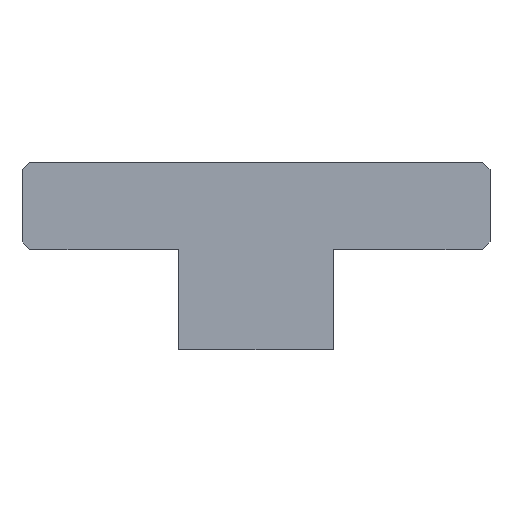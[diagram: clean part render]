
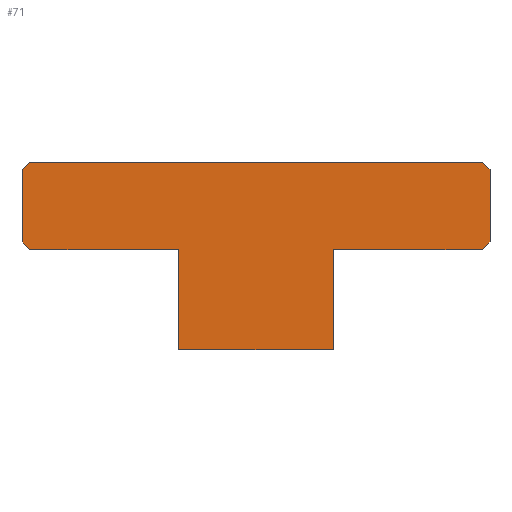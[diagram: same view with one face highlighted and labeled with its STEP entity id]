
A CAD part, front view. The second image highlights one B-rep face of the part: STEP entity #71.
In plain terms, the highlighted planar face has unit normal (0, -1, 0).
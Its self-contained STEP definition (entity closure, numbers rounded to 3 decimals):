
#71 = ADVANCED_FACE( '', ( #176 ), #177, .T. );
#176 = FACE_OUTER_BOUND( '', #351, .T. );
#177 = PLANE( '', #352 );
#351 = EDGE_LOOP( '', ( #526, #527, #528, #529, #530, #531, #532, #533, #534, #535, #536, #537 ) );
#352 = AXIS2_PLACEMENT_3D( '', #538, #539, #540 );
#526 = ORIENTED_EDGE( '', *, *, #825, .T. );
#527 = ORIENTED_EDGE( '', *, *, #826, .T. );
#528 = ORIENTED_EDGE( '', *, *, #827, .T. );
#529 = ORIENTED_EDGE( '', *, *, #828, .T. );
#530 = ORIENTED_EDGE( '', *, *, #829, .T. );
#531 = ORIENTED_EDGE( '', *, *, #830, .T. );
#532 = ORIENTED_EDGE( '', *, *, #831, .T. );
#533 = ORIENTED_EDGE( '', *, *, #832, .T. );
#534 = ORIENTED_EDGE( '', *, *, #833, .T. );
#535 = ORIENTED_EDGE( '', *, *, #834, .T. );
#536 = ORIENTED_EDGE( '', *, *, #835, .T. );
#537 = ORIENTED_EDGE( '', *, *, #836, .T. );
#538 = CARTESIAN_POINT( '', ( -14.95, 0., 12. ) );
#539 = DIRECTION( '', ( 0., -1., 0. ) );
#540 = DIRECTION( '', ( 0., 0., -1. ) );
#825 = EDGE_CURVE( '', #944, #945, #946, .T. );
#826 = EDGE_CURVE( '', #945, #947, #948, .F. );
#827 = EDGE_CURVE( '', #947, #949, #950, .T. );
#828 = EDGE_CURVE( '', #949, #951, #952, .F. );
#829 = EDGE_CURVE( '', #951, #953, #954, .T. );
#830 = EDGE_CURVE( '', #953, #955, #956, .F. );
#831 = EDGE_CURVE( '', #955, #957, #958, .T. );
#832 = EDGE_CURVE( '', #957, #959, #960, .F. );
#833 = EDGE_CURVE( '', #959, #961, #962, .T. );
#834 = EDGE_CURVE( '', #961, #963, #964, .T. );
#835 = EDGE_CURVE( '', #963, #965, #966, .T. );
#836 = EDGE_CURVE( '', #965, #944, #967, .T. );
#944 = VERTEX_POINT( '', #1117 );
#945 = VERTEX_POINT( '', #1118 );
#946 = LINE( '', #1119, #1120 );
#947 = VERTEX_POINT( '', #1121 );
#948 = LINE( '', #1122, #1123 );
#949 = VERTEX_POINT( '', #1124 );
#950 = LINE( '', #1125, #1126 );
#951 = VERTEX_POINT( '', #1127 );
#952 = LINE( '', #1128, #1129 );
#953 = VERTEX_POINT( '', #1130 );
#954 = LINE( '', #1131, #1132 );
#955 = VERTEX_POINT( '', #1133 );
#956 = LINE( '', #1134, #1135 );
#957 = VERTEX_POINT( '', #1136 );
#958 = LINE( '', #1137, #1138 );
#959 = VERTEX_POINT( '', #1139 );
#960 = LINE( '', #1140, #1141 );
#961 = VERTEX_POINT( '', #1142 );
#962 = LINE( '', #1143, #1144 );
#963 = VERTEX_POINT( '', #1145 );
#964 = LINE( '', #1146, #1147 );
#965 = VERTEX_POINT( '', #1148 );
#966 = LINE( '', #1149, #1150 );
#967 = LINE( '', #1151, #1152 );
#1117 = CARTESIAN_POINT( '', ( 4.95, 0., 6.4 ) );
#1118 = CARTESIAN_POINT( '', ( 14.45, 0., 6.4 ) );
#1119 = CARTESIAN_POINT( '', ( 14.95, 0., 6.4 ) );
#1120 = VECTOR( '', #1328, 1000. );
#1121 = CARTESIAN_POINT( '', ( 14.95, 0., 6.9 ) );
#1122 = CARTESIAN_POINT( '', ( 2.55, 0., -5.5 ) );
#1123 = VECTOR( '', #1329, 1000. );
#1124 = CARTESIAN_POINT( '', ( 14.95, 0., 11.5 ) );
#1125 = CARTESIAN_POINT( '', ( 14.95, 0., 6.4 ) );
#1126 = VECTOR( '', #1330, 1000. );
#1127 = CARTESIAN_POINT( '', ( 14.45, 0., 12. ) );
#1128 = CARTESIAN_POINT( '', ( -0.25, 0., 26.7 ) );
#1129 = VECTOR( '', #1331, 1000. );
#1130 = CARTESIAN_POINT( '', ( -14.45, 0., 12. ) );
#1131 = CARTESIAN_POINT( '', ( 14.95, 0., 12. ) );
#1132 = VECTOR( '', #1332, 1000. );
#1133 = CARTESIAN_POINT( '', ( -14.95, 0., 11.5 ) );
#1134 = CARTESIAN_POINT( '', ( -14.7, 0., 11.75 ) );
#1135 = VECTOR( '', #1333, 1000. );
#1136 = CARTESIAN_POINT( '', ( -14.95, 0., 6.9 ) );
#1137 = CARTESIAN_POINT( '', ( -14.95, 0., 12. ) );
#1138 = VECTOR( '', #1334, 1000. );
#1139 = CARTESIAN_POINT( '', ( -14.45, 0., 6.4 ) );
#1140 = CARTESIAN_POINT( '', ( -17.5, 0., 9.45 ) );
#1141 = VECTOR( '', #1335, 1000. );
#1142 = CARTESIAN_POINT( '', ( -4.95, 0., 6.4 ) );
#1143 = CARTESIAN_POINT( '', ( -4.95, 0., 6.4 ) );
#1144 = VECTOR( '', #1336, 1000. );
#1145 = CARTESIAN_POINT( '', ( -4.95, 0., 0. ) );
#1146 = CARTESIAN_POINT( '', ( -4.95, 0., 0. ) );
#1147 = VECTOR( '', #1337, 1000. );
#1148 = CARTESIAN_POINT( '', ( 4.95, 0., 0. ) );
#1149 = CARTESIAN_POINT( '', ( -4.95, 0., 0. ) );
#1150 = VECTOR( '', #1338, 1000. );
#1151 = CARTESIAN_POINT( '', ( 4.95, 0., 6.4 ) );
#1152 = VECTOR( '', #1339, 1000. );
#1328 = DIRECTION( '', ( 1., 0., 0. ) );
#1329 = DIRECTION( '', ( -0.707, 0., -0.707 ) );
#1330 = DIRECTION( '', ( 0., 0., 1. ) );
#1331 = DIRECTION( '', ( 0.707, 0., -0.707 ) );
#1332 = DIRECTION( '', ( -1., 0., 0. ) );
#1333 = DIRECTION( '', ( 0.707, 0., 0.707 ) );
#1334 = DIRECTION( '', ( 0., 0., -1. ) );
#1335 = DIRECTION( '', ( -0.707, 0., 0.707 ) );
#1336 = DIRECTION( '', ( 1., 0., 0. ) );
#1337 = DIRECTION( '', ( 0., 0., -1. ) );
#1338 = DIRECTION( '', ( 1., 0., 0. ) );
#1339 = DIRECTION( '', ( 0., 0., 1. ) );
